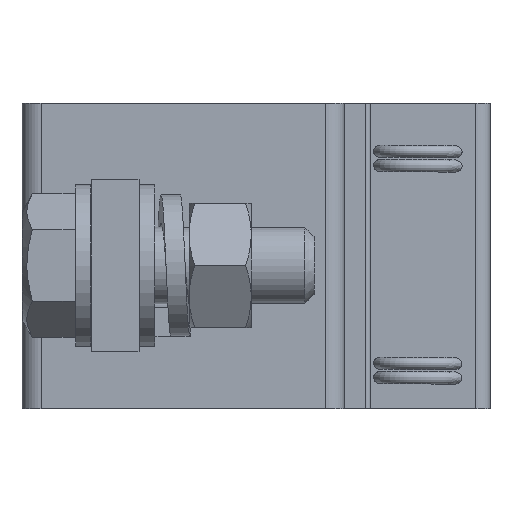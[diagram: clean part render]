
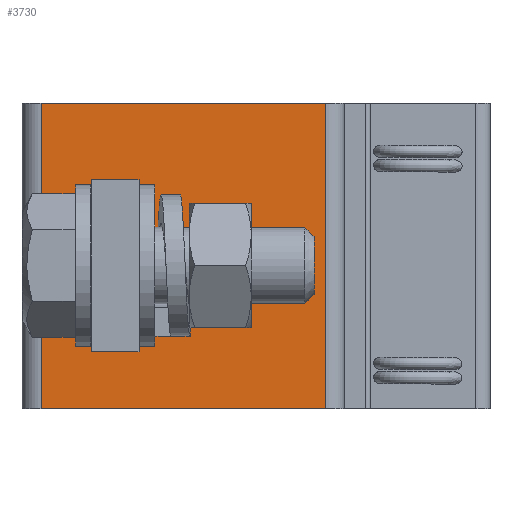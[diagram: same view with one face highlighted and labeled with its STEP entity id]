
A CAD part, left-side view. The second image highlights one B-rep face of the part: STEP entity #3730.
In plain terms, the highlighted planar face has unit normal (-1, 0, 0).
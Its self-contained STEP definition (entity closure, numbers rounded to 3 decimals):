
#96=LINE('',#5155,#307);
#100=LINE('',#5164,#311);
#104=LINE('',#5173,#315);
#106=LINE('',#5184,#317);
#175=LINE('',#6228,#386);
#187=LINE('',#6814,#398);
#188=LINE('',#6816,#399);
#189=LINE('',#6818,#400);
#307=VECTOR('',#4228,1000.);
#311=VECTOR('',#4234,1000.);
#315=VECTOR('',#4240,1000.);
#317=VECTOR('',#4252,1000.);
#386=VECTOR('',#4467,1000.);
#398=VECTOR('',#4497,1000.);
#399=VECTOR('',#4498,1000.);
#400=VECTOR('',#4499,1000.);
#615=PLANE('',#3949);
#1187=ORIENTED_EDGE('',*,*,#1535,.F.);
#1188=ORIENTED_EDGE('',*,*,#1531,.T.);
#1189=ORIENTED_EDGE('',*,*,#1541,.T.);
#1190=ORIENTED_EDGE('',*,*,#1527,.T.);
#1191=ORIENTED_EDGE('',*,*,#1701,.T.);
#1192=ORIENTED_EDGE('',*,*,#1702,.T.);
#1193=ORIENTED_EDGE('',*,*,#1703,.F.);
#1194=ORIENTED_EDGE('',*,*,#1679,.F.);
#1527=EDGE_CURVE('',#1868,#1869,#96,.T.);
#1531=EDGE_CURVE('',#1872,#1873,#100,.T.);
#1535=EDGE_CURVE('',#1872,#1869,#104,.T.);
#1541=EDGE_CURVE('',#1873,#1868,#106,.T.);
#1679=EDGE_CURVE('',#1980,#1981,#175,.T.);
#1701=EDGE_CURVE('',#1980,#2000,#187,.T.);
#1702=EDGE_CURVE('',#2000,#2001,#188,.T.);
#1703=EDGE_CURVE('',#1981,#2001,#189,.T.);
#1868=VERTEX_POINT('',#5156);
#1869=VERTEX_POINT('',#5157);
#1872=VERTEX_POINT('',#5165);
#1873=VERTEX_POINT('',#5166);
#1980=VERTEX_POINT('',#6227);
#1981=VERTEX_POINT('',#6229);
#2000=VERTEX_POINT('',#6815);
#2001=VERTEX_POINT('',#6817);
#2272=EDGE_LOOP('',(#1187,#1188,#1189,#1190));
#2273=EDGE_LOOP('',(#1191,#1192,#1193,#1194));
#2473=FACE_BOUND('',#2272,.T.);
#2474=FACE_BOUND('',#2273,.T.);
#3730=ADVANCED_FACE('',(#2473,#2474),#615,.F.);
#3949=AXIS2_PLACEMENT_3D('',#6813,#4495,#4496);
#4228=DIRECTION('',(0.,-1.,0.));
#4234=DIRECTION('',(0.,1.,0.));
#4240=DIRECTION('',(0.,0.,1.));
#4252=DIRECTION('',(0.,0.,1.));
#4467=DIRECTION('',(0.,-1.,0.));
#4495=DIRECTION('',(1.,0.,0.));
#4496=DIRECTION('',(0.,1.,0.));
#4497=DIRECTION('',(0.,0.,-1.));
#4498=DIRECTION('',(0.,-1.,0.));
#4499=DIRECTION('',(0.,0.,-1.));
#5155=CARTESIAN_POINT('',(-20.,12.25,24.));
#5156=CARTESIAN_POINT('',(-20.,17.25,24.));
#5157=CARTESIAN_POINT('',(-20.,12.25,24.));
#5164=CARTESIAN_POINT('',(-20.,12.25,6.));
#5165=CARTESIAN_POINT('',(-20.,12.25,6.));
#5166=CARTESIAN_POINT('',(-20.,17.25,6.));
#5173=CARTESIAN_POINT('',(-20.,12.25,15.));
#5184=CARTESIAN_POINT('',(-20.,17.25,15.));
#6227=CARTESIAN_POINT('',(-20.,22.5,32.));
#6228=CARTESIAN_POINT('',(-20.,22.5,32.));
#6229=CARTESIAN_POINT('',(-20.,-7.25,32.));
#6813=CARTESIAN_POINT('',(-20.,22.5,30.));
#6814=CARTESIAN_POINT('',(-20.,22.5,30.));
#6815=CARTESIAN_POINT('',(-20.,22.5,0.));
#6816=CARTESIAN_POINT('',(-20.,22.5,0.));
#6817=CARTESIAN_POINT('',(-20.,-7.25,0.));
#6818=CARTESIAN_POINT('',(-20.,-7.25,30.));
